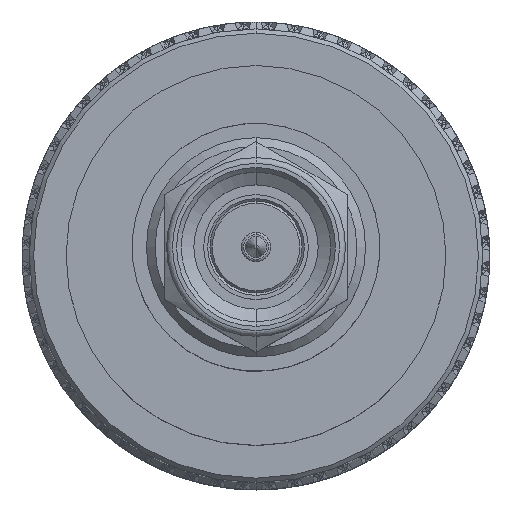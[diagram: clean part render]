
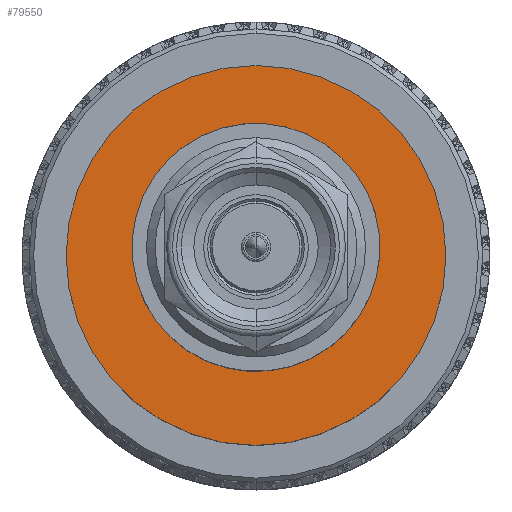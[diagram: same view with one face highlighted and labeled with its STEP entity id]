
A CAD part, top view. The second image highlights one B-rep face of the part: STEP entity #79550.
In plain terms, the highlighted face is planar.
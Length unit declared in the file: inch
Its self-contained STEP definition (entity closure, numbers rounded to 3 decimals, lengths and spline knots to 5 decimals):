
#3731 = DIRECTION ( 'NONE',  ( 0., 1., 0. ) ) ;
#4191 = EDGE_LOOP ( 'NONE', ( #72903, #35899 ) ) ;
#10417 = DIRECTION ( 'NONE',  ( 0., 1., 0. ) ) ;
#10904 = CARTESIAN_POINT ( 'NONE',  ( 0.86697, 0., 0. ) ) ;
#11748 = CARTESIAN_POINT ( 'NONE',  ( 0.86697, 0., 0. ) ) ;
#12742 = AXIS2_PLACEMENT_3D ( 'NONE', #58668, #48945, #10417 ) ;
#19011 = CARTESIAN_POINT ( 'NONE',  ( 0.86697, 0., 0. ) ) ;
#22055 = CARTESIAN_POINT ( 'NONE',  ( 0.86697, 0.14, 0. ) ) ;
#23497 = EDGE_CURVE ( 'NONE', #24658, #23966, #80246, .T. ) ;
#23966 = VERTEX_POINT ( 'NONE', #54875 ) ;
#24441 = EDGE_LOOP ( 'NONE', ( #81601, #43136 ) ) ;
#24658 = VERTEX_POINT ( 'NONE', #22055 ) ;
#25148 = DIRECTION ( 'NONE',  ( 1., 0., 0. ) ) ;
#27323 = FACE_OUTER_BOUND ( 'NONE', #24441, .T. ) ;
#28820 = EDGE_CURVE ( 'NONE', #23966, #24658, #100149, .T. ) ;
#33910 = DIRECTION ( 'NONE',  ( 0., 1., 0. ) ) ;
#35899 = ORIENTED_EDGE ( 'NONE', *, *, #23497, .F. ) ;
#43136 = ORIENTED_EDGE ( 'NONE', *, *, #72641, .T. ) ;
#44189 = AXIS2_PLACEMENT_3D ( 'NONE', #60160, #90924, #3731 ) ;
#44398 = AXIS2_PLACEMENT_3D ( 'NONE', #10904, #64826, #79230 ) ;
#47228 = AXIS2_PLACEMENT_3D ( 'NONE', #19011, #57524, #33910 ) ;
#48945 = DIRECTION ( 'NONE',  ( 1., 0., 0. ) ) ;
#50422 = CARTESIAN_POINT ( 'NONE',  ( 0.86697, 0.325, 0. ) ) ;
#53201 = CIRCLE ( 'NONE', #64627, 0.325 ) ;
#54875 = CARTESIAN_POINT ( 'NONE',  ( 0.86697, -0.14, 0. ) ) ;
#56468 = DIRECTION ( 'NONE',  ( 0., 1., 0. ) ) ;
#57524 = DIRECTION ( 'NONE',  ( 1., 0., 0. ) ) ;
#58668 = CARTESIAN_POINT ( 'NONE',  ( 0.86697, 0., 0. ) ) ;
#60160 = CARTESIAN_POINT ( 'NONE',  ( 0.86697, 0., 0. ) ) ;
#63391 = EDGE_CURVE ( 'NONE', #81720, #94062, #78362, .T. ) ;
#64627 = AXIS2_PLACEMENT_3D ( 'NONE', #11748, #25148, #56468 ) ;
#64826 = DIRECTION ( 'NONE',  ( 1., 0., 0. ) ) ;
#72641 = EDGE_CURVE ( 'NONE', #94062, #81720, #53201, .T. ) ;
#72903 = ORIENTED_EDGE ( 'NONE', *, *, #28820, .F. ) ;
#78362 = CIRCLE ( 'NONE', #47228, 0.325 ) ;
#79230 = DIRECTION ( 'NONE',  ( 0., 1., 0. ) ) ;
#79550 = ADVANCED_FACE ( 'NONE', ( #27323, #96623 ), #88935, .T. ) ;
#80246 = CIRCLE ( 'NONE', #44189, 0.14 ) ;
#81601 = ORIENTED_EDGE ( 'NONE', *, *, #63391, .T. ) ;
#81720 = VERTEX_POINT ( 'NONE', #96254 ) ;
#88935 = PLANE ( 'NONE',  #12742 ) ;
#90924 = DIRECTION ( 'NONE',  ( 1., 0., 0. ) ) ;
#94062 = VERTEX_POINT ( 'NONE', #50422 ) ;
#96254 = CARTESIAN_POINT ( 'NONE',  ( 0.86697, -0.325, 0. ) ) ;
#96623 = FACE_BOUND ( 'NONE', #4191, .T. ) ;
#100149 = CIRCLE ( 'NONE', #44398, 0.14 ) ;
